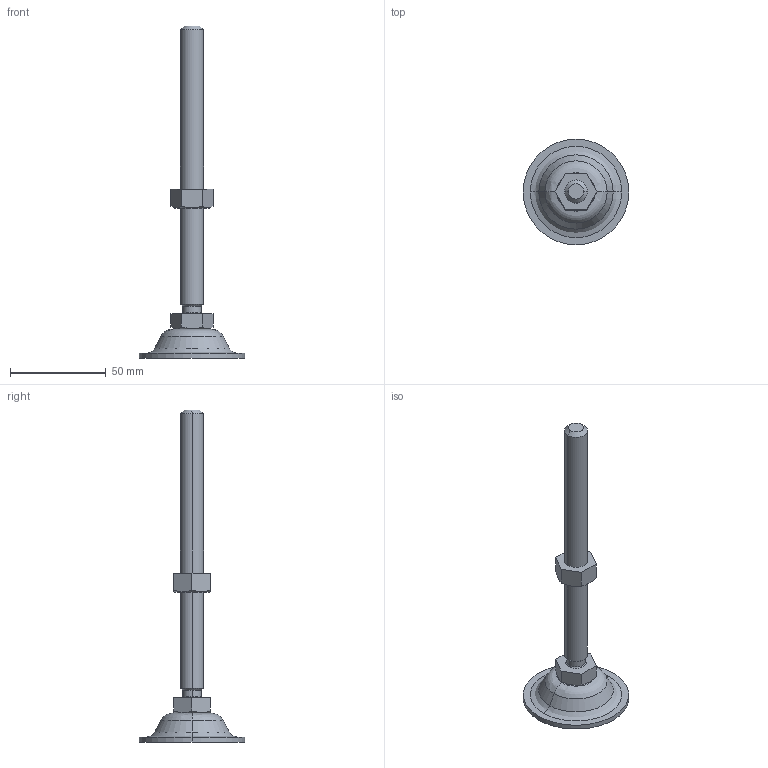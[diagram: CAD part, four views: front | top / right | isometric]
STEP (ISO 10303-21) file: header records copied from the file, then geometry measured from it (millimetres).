
FILE_DESCRIPTION( (''), '2;1');
FILE_NAME ('PC001.13592.TM-372S-4_15914.stp','2022-05-20T17:29:12',(''),(''),'spGate 18.9.1 (****-****-****-****)','','');
FILE_SCHEMA (('AUTOMOTIVE_DESIGN'));
Length unit declared in the file: millimetre
Products named in the file (4): Assembly; アジャストボルト; フット; ナット
Assembly tree (3 placements, depth 2):
  Assembly
    アジャストボルト
    フット
    ナット
Bounding box: 55 x 55 x 173 mm (x, y, z)
Volume: 31514.1 mm3; surface area: 15778.7 mm2
Topology: 3 solids, 3 shells, 96 faces, 220 edges, 138 vertices
Faces by surface type: plane 48, bspline 30, cylinder 18
Entity records: 5068 total; most frequent: CARTESIAN_POINT 1166, ORIENTED_EDGE 440, DIRECTION 376, COLOUR_RGB 319, PRESENTATION_STYLE_ASSIGNMENT 319, STYLED_ITEM 319, EDGE_CURVE 220, DRAUGHTING_PRE_DEFINED_CURVE_FONT 220
